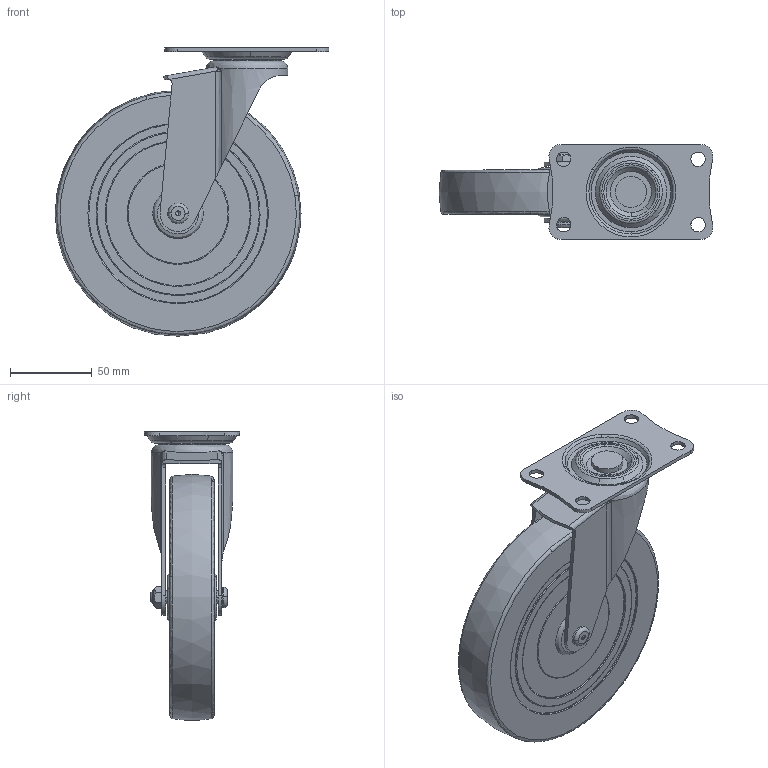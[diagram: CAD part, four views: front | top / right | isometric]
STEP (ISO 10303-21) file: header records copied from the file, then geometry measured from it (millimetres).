
FILE_DESCRIPTION((''),'2;1');
FILE_NAME('','2005-12-15T17:12:32',(''),(''),'','CADfix','');
FILE_SCHEMA(('AUTOMOTIVE_DESIGN'));
Length unit declared in the file: millimetre
Products named in the file (6): wheel; body; mounting plate; main shaft; axle; No_420_E_R150_7_29478_36
Assembly tree (5 placements, depth 2):
  No_420_E_R150_7_29478_36
    wheel
    body
    mounting plate
    main shaft
    axle
Bounding box: 166.98 x 58 x 175.89 mm (x, y, z)
Volume: 512114.7 mm3; surface area: 89906.5 mm2
Topology: 5 solids, 5 shells, 247 faces, 805 edges, 608 vertices
Faces by surface type: bspline 247
Entity records: 14102 total; most frequent: CARTESIAN_POINT 9662, ORIENTED_EDGE 1606, EDGE_CURVE 803, VERTEX_POINT 608, EDGE_LOOP 343, FACE_OUTER_BOUND 247, ADVANCED_FACE 247, QUASI_UNIFORM_CURVE 153
